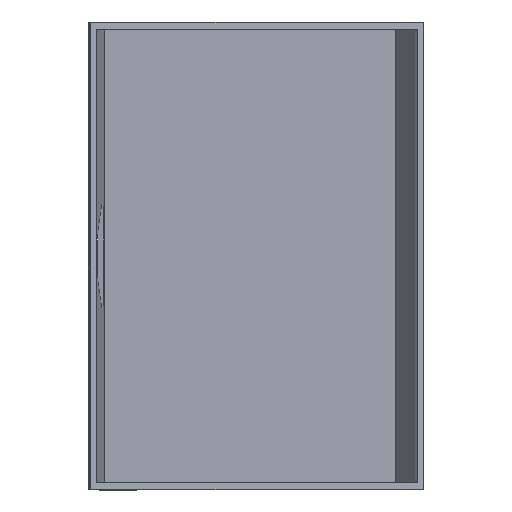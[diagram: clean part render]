
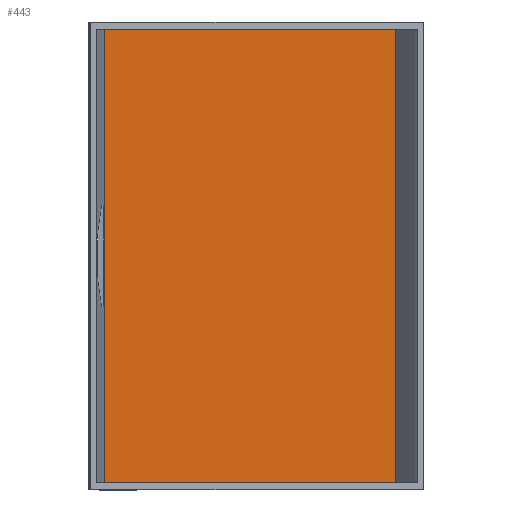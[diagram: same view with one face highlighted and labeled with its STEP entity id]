
A CAD part, top view. The second image highlights one B-rep face of the part: STEP entity #443.
In plain terms, the highlighted planar face has unit normal (0, 0, 1).
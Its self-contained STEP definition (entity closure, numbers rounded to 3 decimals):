
#31=FACE_OUTER_BOUND('',#53,.T.);
#53=EDGE_LOOP('',(#369,#370,#371,#372));
#85=LINE('',#632,#146);
#95=LINE('',#652,#156);
#107=LINE('',#676,#168);
#111=LINE('',#682,#172);
#146=VECTOR('',#514,10.);
#156=VECTOR('',#528,10.);
#168=VECTOR('',#548,10.);
#172=VECTOR('',#554,10.);
#200=VERTEX_POINT('',#629);
#201=VERTEX_POINT('',#631);
#209=VERTEX_POINT('',#651);
#217=VERTEX_POINT('',#675);
#247=EDGE_CURVE('',#201,#200,#85,.T.);
#257=EDGE_CURVE('',#209,#201,#95,.T.);
#269=EDGE_CURVE('',#209,#217,#107,.T.);
#273=EDGE_CURVE('',#200,#217,#111,.T.);
#369=ORIENTED_EDGE('',*,*,#257,.T.);
#370=ORIENTED_EDGE('',*,*,#247,.T.);
#371=ORIENTED_EDGE('',*,*,#273,.T.);
#372=ORIENTED_EDGE('',*,*,#269,.F.);
#421=PLANE('',#467);
#443=ADVANCED_FACE('',(#31),#421,.T.);
#467=AXIS2_PLACEMENT_3D('',#685,#558,#559);
#514=DIRECTION('',(0.,-1.,0.));
#528=DIRECTION('',(-1.,0.,0.));
#548=DIRECTION('',(0.,-1.,0.));
#554=DIRECTION('',(1.,0.,0.));
#558=DIRECTION('center_axis',(0.,0.,
1.));
#559=DIRECTION('ref_axis',(-1.,0.,0.));
#629=CARTESIAN_POINT('',(-56.564,-56.5,26.656));
#631=CARTESIAN_POINT('',(-56.564,56.5,26.656));
#632=CARTESIAN_POINT('',(-56.564,0.,26.656));
#651=CARTESIAN_POINT('',(16.041,56.5,26.656));
#652=CARTESIAN_POINT('',(18.741,56.5,26.656));
#675=CARTESIAN_POINT('',(16.041,-56.5,26.656));
#676=CARTESIAN_POINT('',(16.041,0.,26.656));
#682=CARTESIAN_POINT('',(-21.212,-56.5,26.656));
#685=CARTESIAN_POINT('Origin',(16.041,0.,26.656));
